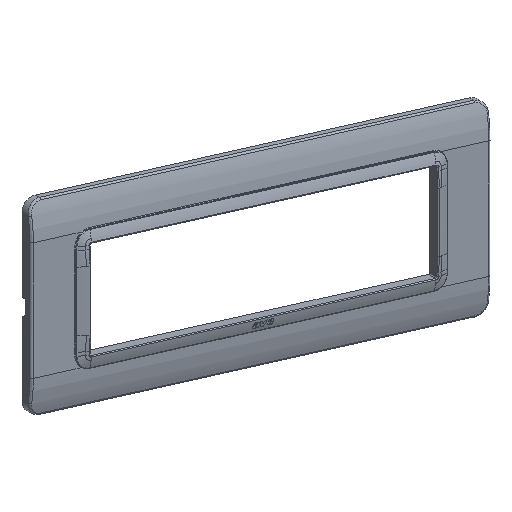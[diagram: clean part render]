
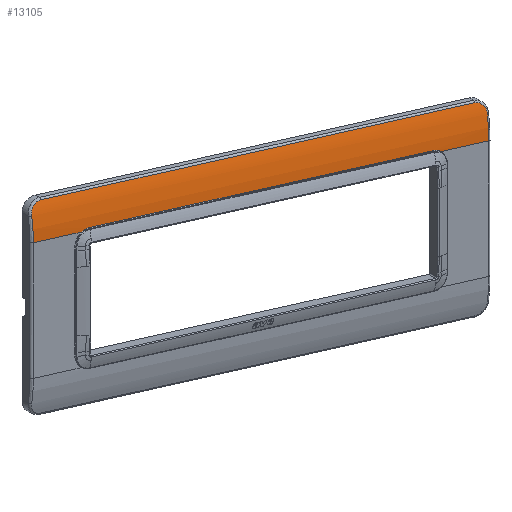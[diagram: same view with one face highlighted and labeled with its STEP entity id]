
A CAD part, top view. The second image highlights one B-rep face of the part: STEP entity #13105.
In plain terms, the highlighted cylindrical face has radius 55 mm (diameter 110 mm), a partial arc.
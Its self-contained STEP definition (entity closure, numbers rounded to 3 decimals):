
#10489=CARTESIAN_POINT('Vertex',(103.781,27.454,6.)) ;
#10492=CARTESIAN_POINT('Line Origine',(92.905,27.454,6.)) ;
#10496=CARTESIAN_POINT('Vertex',(82.03,27.454,6.)) ;
#10547=CARTESIAN_POINT('Line Origine',(-92.905,27.454,6.)) ;
#10551=CARTESIAN_POINT('Vertex',(-82.03,27.454,6.)) ;
#10553=CARTESIAN_POINT('Vertex',(-103.781,27.454,6.)) ;
#13024=CARTESIAN_POINT('Axis2P3D Location',(57.25,27.454,-49.)) ;
#13030=CARTESIAN_POINT('Control Point',(103.781,27.454,6.)) ;
#13031=CARTESIAN_POINT('Control Point',(103.781,30.998,6.)) ;
#13032=CARTESIAN_POINT('Control Point',(103.795,34.543,5.656)) ;
#13033=CARTESIAN_POINT('Control Point',(103.825,38.022,4.975)) ;
#13034=CARTESIAN_POINT('Vertex',(103.825,38.022,4.975)) ;
#13038=CARTESIAN_POINT('Control Point',(98.884,43.165,3.708)) ;
#13039=CARTESIAN_POINT('Control Point',(100.48,43.165,3.708)) ;
#13040=CARTESIAN_POINT('Control Point',(102.083,42.502,3.907)) ;
#13041=CARTESIAN_POINT('Control Point',(103.256,41.192,4.296)) ;
#13042=CARTESIAN_POINT('Control Point',(103.838,39.613,4.664)) ;
#13043=CARTESIAN_POINT('Control Point',(103.825,38.022,4.975)) ;
#13044=CARTESIAN_POINT('Vertex',(98.884,43.165,3.708)) ;
#13047=CARTESIAN_POINT('Line Origine',(57.25,43.165,3.708)) ;
#13051=CARTESIAN_POINT('Vertex',(-98.884,43.165,3.708)) ;
#13055=CARTESIAN_POINT('Control Point',(-98.884,43.165,3.708)) ;
#13056=CARTESIAN_POINT('Control Point',(-100.48,43.165,3.708)) ;
#13057=CARTESIAN_POINT('Control Point',(-102.083,42.502,3.907)) ;
#13058=CARTESIAN_POINT('Control Point',(-103.256,41.192,4.296)) ;
#13059=CARTESIAN_POINT('Control Point',(-103.838,39.613,4.664)) ;
#13060=CARTESIAN_POINT('Control Point',(-103.825,38.022,4.975)) ;
#13061=CARTESIAN_POINT('Vertex',(-103.825,38.022,4.975)) ;
#13065=CARTESIAN_POINT('Control Point',(-103.781,27.454,6.)) ;
#13066=CARTESIAN_POINT('Control Point',(-103.781,30.998,6.)) ;
#13067=CARTESIAN_POINT('Control Point',(-103.795,34.543,5.656)) ;
#13068=CARTESIAN_POINT('Control Point',(-103.825,38.022,4.975)) ;
#13071=CARTESIAN_POINT('Control Point',(-82.03,27.454,6.)) ;
#13072=CARTESIAN_POINT('Control Point',(-81.251,27.971,6.)) ;
#13073=CARTESIAN_POINT('Control Point',(-80.371,28.336,5.993)) ;
#13074=CARTESIAN_POINT('Control Point',(-79.435,28.519,5.99)) ;
#13075=CARTESIAN_POINT('Control Point',(-78.5,28.519,5.99)) ;
#13076=CARTESIAN_POINT('Vertex',(-78.5,28.519,5.99)) ;
#13079=CARTESIAN_POINT('Line Origine',(57.25,28.519,5.99)) ;
#13083=CARTESIAN_POINT('Vertex',(78.5,28.519,5.99)) ;
#13087=CARTESIAN_POINT('Control Point',(82.03,27.454,6.)) ;
#13088=CARTESIAN_POINT('Control Point',(81.251,27.971,6.)) ;
#13089=CARTESIAN_POINT('Control Point',(80.371,28.336,5.993)) ;
#13090=CARTESIAN_POINT('Control Point',(79.435,28.519,5.99)) ;
#13091=CARTESIAN_POINT('Control Point',(78.5,28.519,5.99)) ;
#10493=DIRECTION('Vector Direction',(1.,0.,0.)) ;
#10548=DIRECTION('Vector Direction',(1.,0.,0.)) ;
#13025=DIRECTION('Axis2P3D Direction',(1.,0.,0.)) ;
#13026=DIRECTION('Axis2P3D XDirection',(0.,0.298,0.955)) ;
#13048=DIRECTION('Vector Direction',(1.,0.,0.)) ;
#13080=DIRECTION('Vector Direction',(1.,0.,0.)) ;
#13027=AXIS2_PLACEMENT_3D('Cylinder Axis2P3D',#13024,#13025,#13026) ;
#13094=ORIENTED_EDGE('',*,*,#10498,.F.) ;
#13095=ORIENTED_EDGE('',*,*,#13036,.T.) ;
#13096=ORIENTED_EDGE('',*,*,#13046,.T.) ;
#13097=ORIENTED_EDGE('',*,*,#13053,.F.) ;
#13098=ORIENTED_EDGE('',*,*,#13063,.F.) ;
#13099=ORIENTED_EDGE('',*,*,#13069,.F.) ;
#13100=ORIENTED_EDGE('',*,*,#10555,.F.) ;
#13101=ORIENTED_EDGE('',*,*,#13078,.F.) ;
#13102=ORIENTED_EDGE('',*,*,#13085,.F.) ;
#13103=ORIENTED_EDGE('',*,*,#13092,.F.) ;
#10494=VECTOR('Line Direction',#10493,1.) ;
#10549=VECTOR('Line Direction',#10548,1.) ;
#13049=VECTOR('Line Direction',#13048,1.) ;
#13081=VECTOR('Line Direction',#13080,1.) ;
#13105=ADVANCED_FACE('PartBody',(#13104),#13028,.T.) ;
#13029=B_SPLINE_CURVE_WITH_KNOTS('',3,(#13030,#13031,#13032,#13033),.UNSPECIFIED.,.F.,.U.,(4,4),(37.584,52.488),.UNSPECIFIED.) ;
#13037=B_SPLINE_CURVE_WITH_KNOTS('',5,(#13038,#13039,#13040,#13041,#13042,#13043),.UNSPECIFIED.,.F.,.U.,(6,6),(18.827,31.296),.UNSPECIFIED.) ;
#13054=B_SPLINE_CURVE_WITH_KNOTS('',5,(#13055,#13056,#13057,#13058,#13059,#13060),.UNSPECIFIED.,.F.,.U.,(6,6),(18.827,31.296),.UNSPECIFIED.) ;
#13064=B_SPLINE_CURVE_WITH_KNOTS('',3,(#13065,#13066,#13067,#13068),.UNSPECIFIED.,.F.,.U.,(4,4),(37.584,52.488),.UNSPECIFIED.) ;
#13070=B_SPLINE_CURVE_WITH_KNOTS('',4,(#13071,#13072,#13073,#13074,#13075),.UNSPECIFIED.,.F.,.U.,(5,5),(8.49,12.729),.UNSPECIFIED.) ;
#13086=B_SPLINE_CURVE_WITH_KNOTS('',4,(#13087,#13088,#13089,#13090,#13091),.UNSPECIFIED.,.F.,.U.,(5,5),(8.49,12.729),.UNSPECIFIED.) ;
#13028=CYLINDRICAL_SURFACE('generated cylinder',#13027,55.) ;
#10498=EDGE_CURVE('',#10490,#10497,#10495,.F.) ;
#10555=EDGE_CURVE('',#10552,#10554,#10550,.F.) ;
#13036=EDGE_CURVE('',#10490,#13035,#13029,.T.) ;
#13046=EDGE_CURVE('',#13035,#13045,#13037,.F.) ;
#13053=EDGE_CURVE('',#13052,#13045,#13050,.T.) ;
#13063=EDGE_CURVE('',#13062,#13052,#13054,.F.) ;
#13069=EDGE_CURVE('',#10554,#13062,#13064,.T.) ;
#13078=EDGE_CURVE('',#13077,#10552,#13070,.F.) ;
#13085=EDGE_CURVE('',#13084,#13077,#13082,.F.) ;
#13092=EDGE_CURVE('',#10497,#13084,#13086,.T.) ;
#13093=EDGE_LOOP('',(#13094,#13095,#13096,#13097,#13098,#13099,#13100,#13101,#13102,#13103)) ;
#13104=FACE_OUTER_BOUND('',#13093,.T.) ;
#10495=LINE('Line',#10492,#10494) ;
#10550=LINE('Line',#10547,#10549) ;
#13050=LINE('Line',#13047,#13049) ;
#13082=LINE('Line',#13079,#13081) ;
#10490=VERTEX_POINT('',#10489) ;
#10497=VERTEX_POINT('',#10496) ;
#10552=VERTEX_POINT('',#10551) ;
#10554=VERTEX_POINT('',#10553) ;
#13035=VERTEX_POINT('',#13034) ;
#13045=VERTEX_POINT('',#13044) ;
#13052=VERTEX_POINT('',#13051) ;
#13062=VERTEX_POINT('',#13061) ;
#13077=VERTEX_POINT('',#13076) ;
#13084=VERTEX_POINT('',#13083) ;
